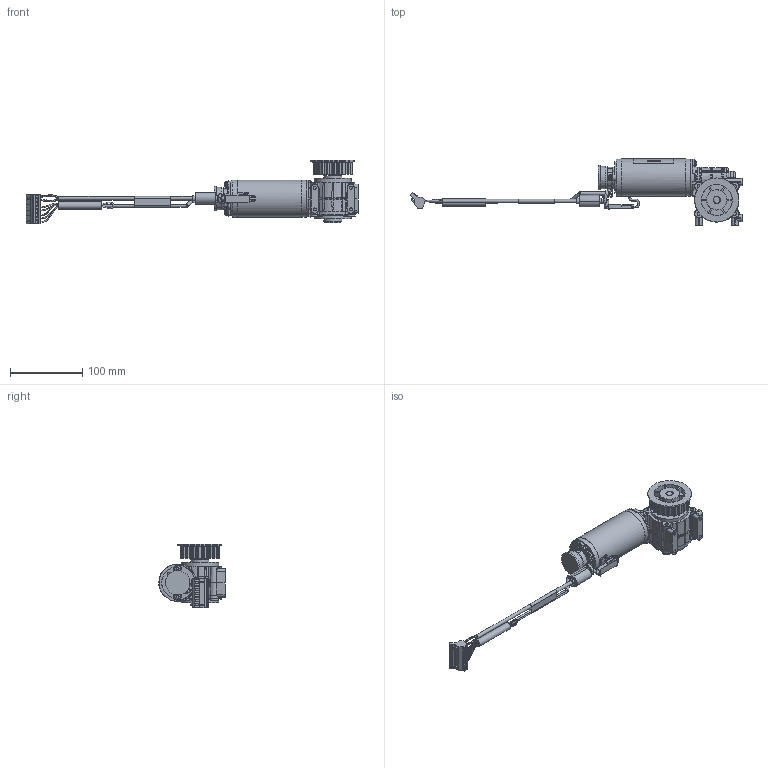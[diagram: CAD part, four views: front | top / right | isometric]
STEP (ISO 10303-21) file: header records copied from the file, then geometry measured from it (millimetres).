
FILE_DESCRIPTION(/* description */ (''),/* implementation_level */ '2;1');
FILE_NAME(/* name */ '6FB1103-0AT10-5MA0-3d.stp',/* time_stamp */ '2018-07-25T15:27:18+02:00',/* author */ ('Naepfel'),/* organization */ ('Siemens AG'),/* preprocessor_version */ 'ST-DEVELOPER v16',/* originating_system */ 'SIEMENS PLM Software NX 10.0',/* authorisation */ '');
FILE_SCHEMA (('AUTOMOTIVE_DESIGN { 1 0 10303 214 3 1 1 1 }'));
Products named in the file (3): A5E45493655A_001; A5E45475907A_001; A5E45475836A_001
Assembly tree (2 placements, depth 2):
  A5E45475836A_001
    A5E45475907A_001
    A5E45493655A_001
Bounding box: 460.42 x 92.14 x 88.56 mm (x, y, z)
Volume: 516173.2 mm3; surface area: 92565.6 mm2
Topology: 3 solids, 19 shells, 1430 faces, 3780 edges, 2389 vertices
Faces by surface type: plane 554, bspline 403, cylinder 272, cone 116, torus 60, sphere 15, extrusion 7, revolution 3
Full cylindrical faces by diameter (mm): 1.45 x4, 3.7 x1, 4 x2, 4.2 x8, 4.5 x7, 5 x4, 5.3 x2, 7.8 x4, 8 x3, 8.1 x4, 8.4 x2, 10 x3, 12 x1, 22 x1, 25 x2, 28 x1, 31 x1, 34 x1, 43 x1, 51.5 x2, 51.6 x2, 52 x2, 61 x1
Entity records: 86497 total; most frequent: CARTESIAN_POINT 45326, ORIENTED_EDGE 7172, DIRECTION 5469, EDGE_CURVE 3586, VERTEX_POINT 2338, AXIS2_PLACEMENT_3D 2112, EDGE_LOOP 1606, ADVANCED_FACE 1429
